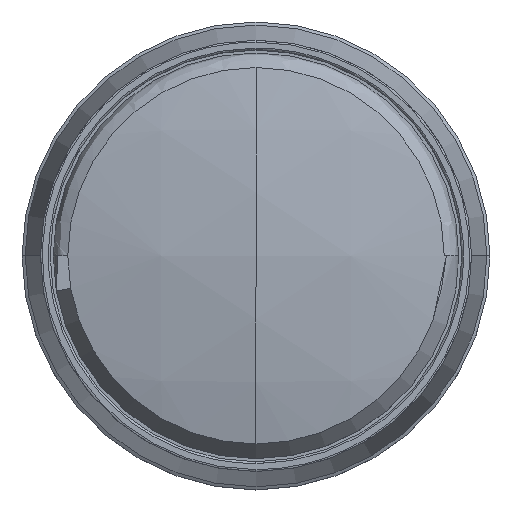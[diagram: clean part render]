
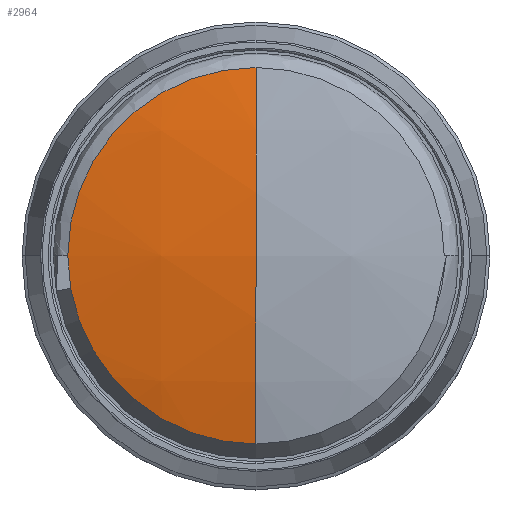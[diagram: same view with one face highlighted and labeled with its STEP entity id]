
A CAD part, top view. The second image highlights one B-rep face of the part: STEP entity #2964.
In plain terms, the highlighted spherical face has radius 135 mm.
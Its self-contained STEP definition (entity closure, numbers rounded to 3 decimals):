
#921 = CIRCLE ( 'NONE', #15772, 30.17 ) ;
#1643 = DIRECTION ( 'NONE',  ( 0., -1., 0. ) ) ;
#1705 = VERTEX_POINT ( 'NONE', #16492 ) ;
#2325 = CIRCLE ( 'NONE', #12222, 30.17 ) ;
#2698 = AXIS2_PLACEMENT_3D ( 'NONE', #5097, #3365, #1643 ) ;
#2964 = ADVANCED_FACE ( 'NONE', ( #9308 ), #8863, .T. ) ;
#3329 = CARTESIAN_POINT ( 'NONE',  ( 0., 0., -81.5 ) ) ;
#3365 = DIRECTION ( 'NONE',  ( -1., 0., 0. ) ) ;
#3512 = DIRECTION ( 'NONE',  ( 0., 1., 0. ) ) ;
#3609 = ORIENTED_EDGE ( 'NONE', *, *, #9028, .F. ) ;
#3649 = CIRCLE ( 'NONE', #7251, 135. ) ;
#5097 = CARTESIAN_POINT ( 'NONE',  ( 0., 0., -81.5 ) ) ;
#5256 = DIRECTION ( 'NONE',  ( 0., 0., -1. ) ) ;
#6970 = CARTESIAN_POINT ( 'NONE',  ( 0., 0., 50.085 ) ) ;
#7126 = EDGE_LOOP ( 'NONE', ( #11984, #10472, #3609, #10822 ) ) ;
#7251 = AXIS2_PLACEMENT_3D ( 'NONE', #15805, #14107, #12384 ) ;
#8032 = EDGE_CURVE ( 'NONE', #1705, #11110, #921, .T. ) ;
#8789 = EDGE_CURVE ( 'NONE', #12039, #1705, #2325, .T. ) ;
#8863 = SPHERICAL_SURFACE ( 'NONE', #10598, 135. ) ;
#8867 = CIRCLE ( 'NONE', #2698, 135. ) ;
#9028 = EDGE_CURVE ( 'NONE', #11110, #16123, #3649, .T. ) ;
#9308 = FACE_OUTER_BOUND ( 'NONE', #7126, .T. ) ;
#9432 = EDGE_CURVE ( 'NONE', #12039, #16123, #8867, .T. ) ;
#10235 = CARTESIAN_POINT ( 'NONE',  ( 0., -30.17, 50.085 ) ) ;
#10472 = ORIENTED_EDGE ( 'NONE', *, *, #9432, .T. ) ;
#10598 = AXIS2_PLACEMENT_3D ( 'NONE', #3329, #14950, #13248 ) ;
#10822 = ORIENTED_EDGE ( 'NONE', *, *, #8032, .F. ) ;
#11110 = VERTEX_POINT ( 'NONE', #12711 ) ;
#11910 = DIRECTION ( 'NONE',  ( 0., 1., 0. ) ) ;
#11984 = ORIENTED_EDGE ( 'NONE', *, *, #8789, .F. ) ;
#12039 = VERTEX_POINT ( 'NONE', #10235 ) ;
#12222 = AXIS2_PLACEMENT_3D ( 'NONE', #15329, #13614, #11910 ) ;
#12384 = DIRECTION ( 'NONE',  ( 0., 1., 0. ) ) ;
#12711 = CARTESIAN_POINT ( 'NONE',  ( 0., 30.17, 50.085 ) ) ;
#13248 = DIRECTION ( 'NONE',  ( 0., 1., 0. ) ) ;
#13614 = DIRECTION ( 'NONE',  ( 0., 0., -1. ) ) ;
#14107 = DIRECTION ( 'NONE',  ( 1., 0., 0. ) ) ;
#14950 = DIRECTION ( 'NONE',  ( -1., 0., 0. ) ) ;
#15329 = CARTESIAN_POINT ( 'NONE',  ( 0., 0., 50.085 ) ) ;
#15772 = AXIS2_PLACEMENT_3D ( 'NONE', #6970, #5256, #3512 ) ;
#15805 = CARTESIAN_POINT ( 'NONE',  ( 0., 0., -81.5 ) ) ;
#16123 = VERTEX_POINT ( 'NONE', #16403 ) ;
#16403 = CARTESIAN_POINT ( 'NONE',  ( 0., 0., 53.5 ) ) ;
#16492 = CARTESIAN_POINT ( 'NONE',  ( -30.17, 0., 50.085 ) ) ;
